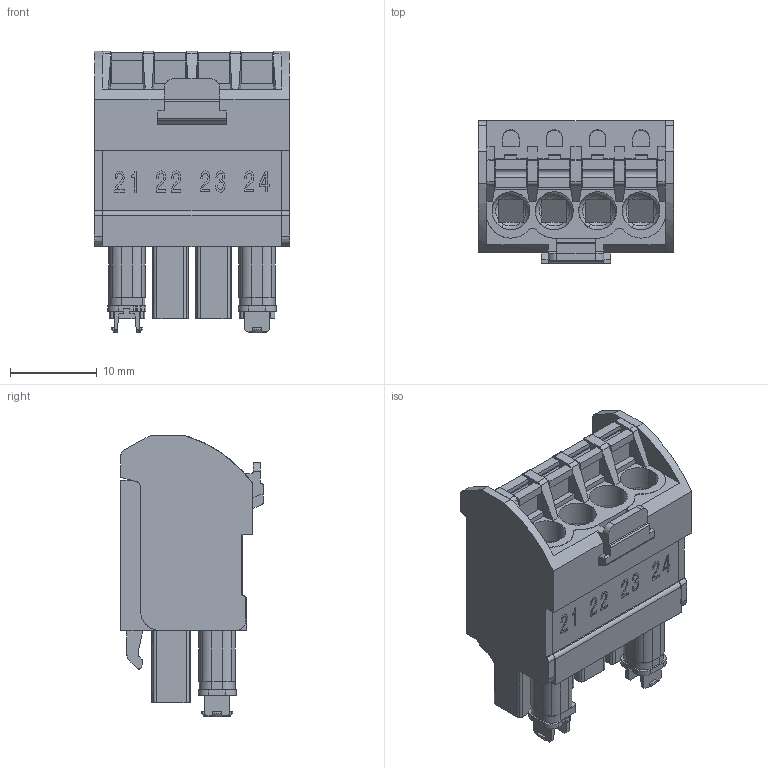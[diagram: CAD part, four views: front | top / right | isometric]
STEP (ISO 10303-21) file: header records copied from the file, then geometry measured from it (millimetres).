
FILE_DESCRIPTION(('CATIA V5 STEP Exchange','CAx-IF Rec.Pracs.--- Model Styling and Organization---1.5--- 2016-08-15','CAx-IF Rec.Pracs.---Supplemental Geometry---1.0---2011-11-01','CAx-IF Rec.Pracs.--- Composite Materials ---1.1---2010-07-15'),'2;1');
FILE_NAME ('11910142_3', '2025-02-07T05:28:08+00:00', ('none'), ('Weidmueller'), 'CATIA Version 5-6 Release 2022 SP4 HF5', 'CATIA V5 STEP AP214 v3', 'none');
FILE_SCHEMA(('AUTOMOTIVE_DESIGN { 1 0 10303 214 1 1 1 1 }'));
Length unit declared in the file: millimetre
Products named in the file (1): S3D_BHF_5-00_04_BK_BK_PRT_21
Bounding box: 22.5 x 16.41 x 32.43 mm (x, y, z)
Volume: 6437.6 mm3; surface area: 4769.8 mm2
Topology: 1 solids, 1 shells, 869 faces, 2595 edges, 1755 vertices
Faces by surface type: plane 676, cylinder 89, extrusion 72, cone 20, torus 8, revolution 4
Entity records: 30061 total; most frequent: CARTESIAN_POINT 6792, ORIENTED_EDGE 5190, DIRECTION 3729, EDGE_CURVE 2595, VECTOR 2137, LINE 2065, VERTEX_POINT 1755, AXIS2_PLACEMENT_3D 921
